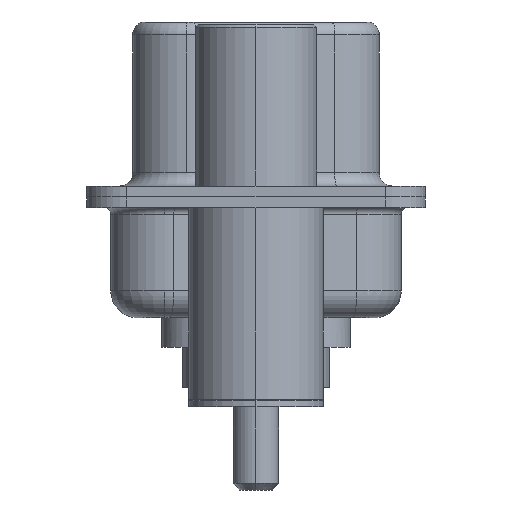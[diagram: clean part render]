
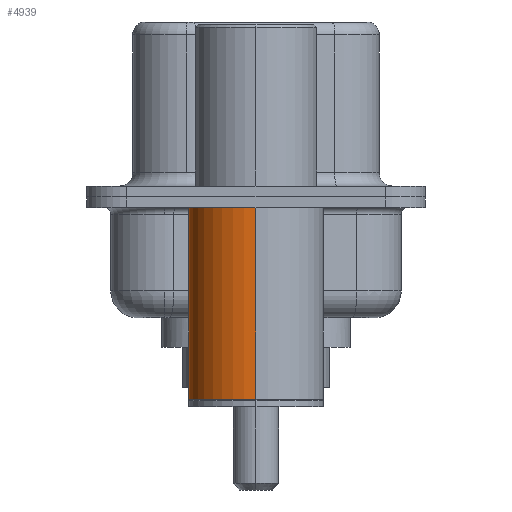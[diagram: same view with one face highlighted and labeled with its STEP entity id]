
A CAD part, left-side view. The second image highlights one B-rep face of the part: STEP entity #4939.
In plain terms, the highlighted cylindrical face has radius 2.5 mm (diameter 5 mm), a partial arc.
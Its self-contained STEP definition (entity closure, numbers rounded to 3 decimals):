
#364 = LINE ( 'NONE', #16082, #9290 ) ;
#585 = AXIS2_PLACEMENT_3D ( 'NONE', #13148, #9879, #4840 ) ;
#1212 = ORIENTED_EDGE ( 'NONE', *, *, #3167, .T. ) ;
#1495 = VERTEX_POINT ( 'NONE', #14219 ) ;
#2758 = CIRCLE ( 'NONE', #5796, 2.5 ) ;
#3031 = EDGE_CURVE ( 'NONE', #17709, #8881, #364, .T. ) ;
#3056 = EDGE_CURVE ( 'NONE', #8881, #1495, #4308, .T. ) ;
#3155 = EDGE_CURVE ( 'NONE', #12470, #1495, #15969, .T. ) ;
#3167 = EDGE_CURVE ( 'NONE', #17709, #12470, #2758, .T. ) ;
#3241 = ORIENTED_EDGE ( 'NONE', *, *, #3056, .F. ) ;
#3248 = CARTESIAN_POINT ( 'NONE',  ( -2.5, 0., 0.581 ) ) ;
#4308 = CIRCLE ( 'NONE', #16171, 2.5 ) ;
#4840 = DIRECTION ( 'NONE',  ( 1., 0., 0. ) ) ;
#4939 = ADVANCED_FACE ( 'NONE', ( #19838 ), #6698, .T. ) ;
#5796 = AXIS2_PLACEMENT_3D ( 'NONE', #9198, #12518, #17318 ) ;
#6203 = EDGE_LOOP ( 'NONE', ( #1212, #16984, #3241, #15864 ) ) ;
#6698 = CYLINDRICAL_SURFACE ( 'NONE', #585, 2.5 ) ;
#7244 = VECTOR ( 'NONE', #19728, 1000. ) ;
#8132 = DIRECTION ( 'NONE',  ( 0., 0., 1. ) ) ;
#8881 = VERTEX_POINT ( 'NONE', #9364 ) ;
#9198 = CARTESIAN_POINT ( 'NONE',  ( 0., 0., -7.525 ) ) ;
#9290 = VECTOR ( 'NONE', #8132, 1000. ) ;
#9364 = CARTESIAN_POINT ( 'NONE',  ( 2.5, 0., -0.4 ) ) ;
#9879 = DIRECTION ( 'NONE',  ( 0., 0., 1. ) ) ;
#10054 = CARTESIAN_POINT ( 'NONE',  ( -2.5, 0., -7.525 ) ) ;
#12470 = VERTEX_POINT ( 'NONE', #10054 ) ;
#12518 = DIRECTION ( 'NONE',  ( 0., 0., 1. ) ) ;
#13148 = CARTESIAN_POINT ( 'NONE',  ( 0., 0., 0.581 ) ) ;
#14219 = CARTESIAN_POINT ( 'NONE',  ( -2.5, 0., -0.4 ) ) ;
#15262 = CARTESIAN_POINT ( 'NONE',  ( 2.5, 0., -7.525 ) ) ;
#15864 = ORIENTED_EDGE ( 'NONE', *, *, #3031, .F. ) ;
#15969 = LINE ( 'NONE', #3248, #7244 ) ;
#16082 = CARTESIAN_POINT ( 'NONE',  ( 2.5, 0., 0.581 ) ) ;
#16171 = AXIS2_PLACEMENT_3D ( 'NONE', #18649, #20191, #20170 ) ;
#16984 = ORIENTED_EDGE ( 'NONE', *, *, #3155, .T. ) ;
#17318 = DIRECTION ( 'NONE',  ( 1., 0., 0. ) ) ;
#17709 = VERTEX_POINT ( 'NONE', #15262 ) ;
#18649 = CARTESIAN_POINT ( 'NONE',  ( 0., 0., -0.4 ) ) ;
#19728 = DIRECTION ( 'NONE',  ( 0., 0., 1. ) ) ;
#19838 = FACE_OUTER_BOUND ( 'NONE', #6203, .T. ) ;
#20170 = DIRECTION ( 'NONE',  ( 1., 0., 0. ) ) ;
#20191 = DIRECTION ( 'NONE',  ( 0., 0., 1. ) ) ;
